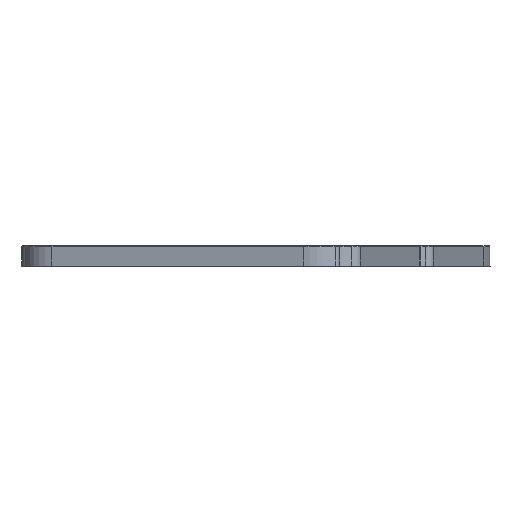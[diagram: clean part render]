
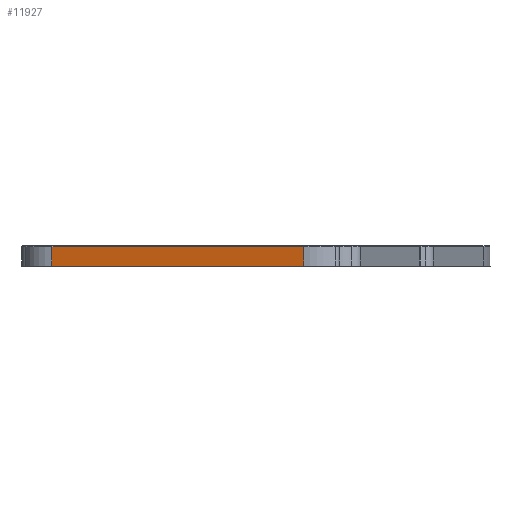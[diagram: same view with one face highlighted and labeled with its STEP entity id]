
A CAD part, left-side view. The second image highlights one B-rep face of the part: STEP entity #11927.
In plain terms, the highlighted planar face has unit normal (-0.966, 0.259, 0).
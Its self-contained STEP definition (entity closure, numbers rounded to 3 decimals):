
#191 = VERTEX_POINT('',#192);
#192 = CARTESIAN_POINT('',(-126.401,92.992,0.));
#199 = EDGE_CURVE('',#200,#191,#202,.T.);
#200 = VERTEX_POINT('',#201);
#201 = CARTESIAN_POINT('',(-143.061,30.813,0.));
#202 = LINE('',#203,#204);
#203 = CARTESIAN_POINT('',(-143.061,30.813,0.));
#204 = VECTOR('',#205,1.);
#205 = DIRECTION('',(0.259,0.966,0.));
#11906 = EDGE_CURVE('',#200,#11907,#11909,.T.);
#11907 = VERTEX_POINT('',#11908);
#11908 = CARTESIAN_POINT('',(-143.061,30.813,4.8));
#11909 = LINE('',#11910,#11911);
#11910 = CARTESIAN_POINT('',(-143.061,30.813,0.));
#11911 = VECTOR('',#11912,1.);
#11912 = DIRECTION('',(0.,0.,1.));
#11927 = ADVANCED_FACE('',(#11928),#11946,.T.);
#11928 = FACE_BOUND('',#11929,.T.);
#11929 = EDGE_LOOP('',(#11930,#11931,#11939,#11945));
#11930 = ORIENTED_EDGE('',*,*,#11906,.T.);
#11931 = ORIENTED_EDGE('',*,*,#11932,.T.);
#11932 = EDGE_CURVE('',#11907,#11933,#11935,.T.);
#11933 = VERTEX_POINT('',#11934);
#11934 = CARTESIAN_POINT('',(-126.401,92.992,4.8));
#11935 = LINE('',#11936,#11937);
#11936 = CARTESIAN_POINT('',(-143.061,30.813,4.8));
#11937 = VECTOR('',#11938,1.);
#11938 = DIRECTION('',(0.259,0.966,0.));
#11939 = ORIENTED_EDGE('',*,*,#11940,.F.);
#11940 = EDGE_CURVE('',#191,#11933,#11941,.T.);
#11941 = LINE('',#11942,#11943);
#11942 = CARTESIAN_POINT('',(-126.401,92.992,0.));
#11943 = VECTOR('',#11944,1.);
#11944 = DIRECTION('',(0.,0.,1.));
#11945 = ORIENTED_EDGE('',*,*,#199,.F.);
#11946 = PLANE('',#11947);
#11947 = AXIS2_PLACEMENT_3D('',#11948,#11949,#11950);
#11948 = CARTESIAN_POINT('',(-143.061,30.813,0.));
#11949 = DIRECTION('',(-0.966,0.259,0.));
#11950 = DIRECTION('',(0.259,0.966,0.));
